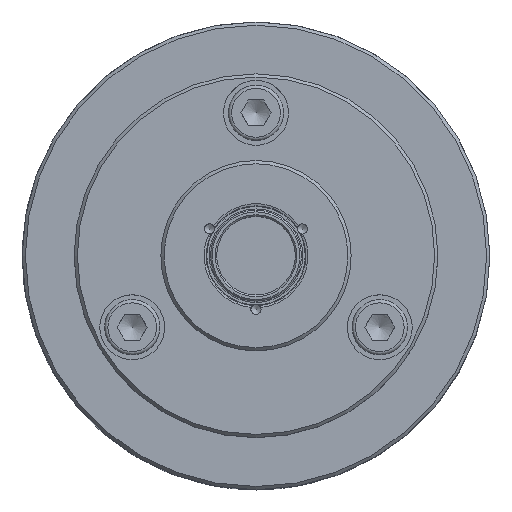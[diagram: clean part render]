
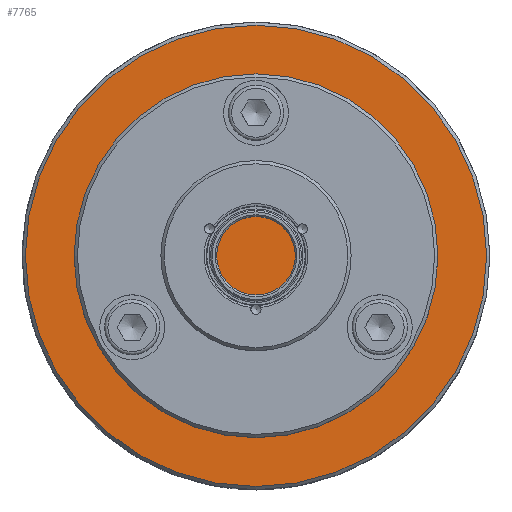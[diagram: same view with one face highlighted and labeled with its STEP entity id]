
A CAD part, top view. The second image highlights one B-rep face of the part: STEP entity #7765.
In plain terms, the highlighted planar face has unit normal (0, 0, 1).
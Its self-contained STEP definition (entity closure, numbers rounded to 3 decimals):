
#1204=PLANE('',#8287);
#1436=FACE_BOUND('',#2324,.T.);
#1437=FACE_BOUND('',#2325,.T.);
#1438=FACE_BOUND('',#2326,.T.);
#1439=FACE_BOUND('',#2327,.T.);
#2324=EDGE_LOOP('',(#5201));
#2325=EDGE_LOOP('',(#5202));
#2326=EDGE_LOOP('',(#5203));
#2327=EDGE_LOOP('',(#5204));
#2993=CIRCLE('',#8275,2.067);
#2995=CIRCLE('',#8279,2.067);
#2997=CIRCLE('',#8283,2.067);
#2998=CIRCLE('',#8285,35.5);
#3408=VERTEX_POINT('',#11494);
#3410=VERTEX_POINT('',#11500);
#3412=VERTEX_POINT('',#11506);
#3413=VERTEX_POINT('',#11509);
#4141=EDGE_CURVE('',#3408,#3408,#2993,.T.);
#4143=EDGE_CURVE('',#3410,#3410,#2995,.T.);
#4145=EDGE_CURVE('',#3412,#3412,#2997,.T.);
#4146=EDGE_CURVE('',#3413,#3413,#2998,.T.);
#5201=ORIENTED_EDGE('',*,*,#4141,.T.);
#5202=ORIENTED_EDGE('',*,*,#4143,.T.);
#5203=ORIENTED_EDGE('',*,*,#4145,.T.);
#5204=ORIENTED_EDGE('',*,*,#4146,.F.);
#7765=ADVANCED_FACE('',(#1436,#1437,#1438,#1439),#1204,.T.);
#8275=AXIS2_PLACEMENT_3D('',#11495,#9209,#9210);
#8279=AXIS2_PLACEMENT_3D('',#11501,#9217,#9218);
#8283=AXIS2_PLACEMENT_3D('',#11507,#9225,#9226);
#8285=AXIS2_PLACEMENT_3D('',#11510,#9229,#9230);
#8287=AXIS2_PLACEMENT_3D('',#11513,#9233,#9234);
#9209=DIRECTION('center_axis',(0.,0.,-1.));
#9210=DIRECTION('ref_axis',(-0.5,-0.866,0.));
#9217=DIRECTION('center_axis',(0.,0.,-1.));
#9218=DIRECTION('ref_axis',(-0.5,0.866,0.));
#9225=DIRECTION('center_axis',(0.,0.,-1.));
#9226=DIRECTION('ref_axis',(1.,0.,0.));
#9229=DIRECTION('center_axis',(0.,0.,-1.));
#9230=DIRECTION('ref_axis',(-1.,0.,0.));
#9233=DIRECTION('center_axis',(0.,0.,1.));
#9234=DIRECTION('ref_axis',(1.,0.,0.));
#11494=CARTESIAN_POINT('',(18.019,-12.79,25.7));
#11495=CARTESIAN_POINT('Origin',(19.053,-11.,25.7));
#11500=CARTESIAN_POINT('',(-20.086,-9.21,25.7));
#11501=CARTESIAN_POINT('Origin',(-19.053,-11.,25.7));
#11506=CARTESIAN_POINT('',(2.067,22.,25.7));
#11507=CARTESIAN_POINT('Origin',(0.,22.,25.7));
#11509=CARTESIAN_POINT('',(35.5,0.,25.7));
#11510=CARTESIAN_POINT('Origin',(0.,0.,25.7));
#11513=CARTESIAN_POINT('Origin',(0.,0.,
25.7));
